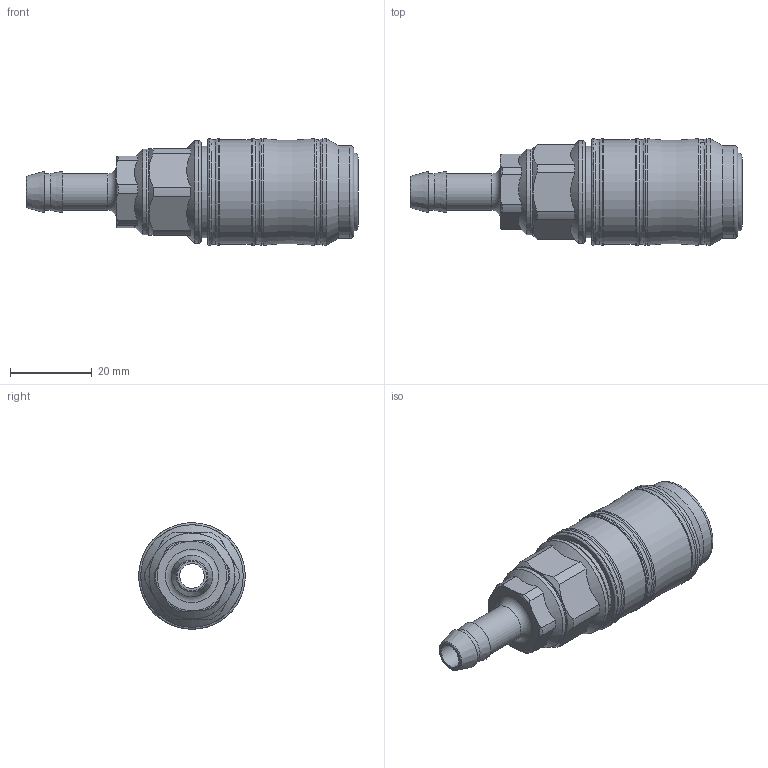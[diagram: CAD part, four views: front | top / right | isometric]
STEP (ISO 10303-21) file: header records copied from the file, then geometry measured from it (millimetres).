
FILE_DESCRIPTION(/* description */ ('VENTILKOERPER'),/* implementation_level */ '2;1');
FILE_NAME(/* name */ '48KBTF09FVX.stp',/* time_stamp */ '2017-07-14T10:22:28+02:00',/* author */ ('528268'),/* organization */ (''),/* preprocessor_version */ 'ST-DEVELOPER v16.1',/* originating_system */ 'Autodesk Inventor 2016',/* authorisation */ '');
FILE_SCHEMA (('AUTOMOTIVE_DESIGN { 1 0 10303 214 3 1 1 }'));
Length unit declared in the file: millimetre
Products named in the file (4): D104369; D104388; GT17_09FX; 48KBTF09FVX
Assembly tree (3 placements, depth 2):
  48KBTF09FVX
    D104369
    D104388
    GT17_09FX
Bounding box: 81 x 26 x 26 mm (x, y, z)
Volume: 14882 mm3; surface area: 15154.1 mm2
Topology: 3 solids, 3 shells, 205 faces, 532 edges, 344 vertices
Faces by surface type: plane 89, cylinder 50, cone 39, torus 25, bspline 2
Full cylindrical faces by diameter (mm): 6 x1, 9 x3, 10.2 x1, 10.5 x1, 12.4 x1, 13.5 x1, 14.1 x1, 14.7 x1, 14.95 x2, 18 x1, 18.4 x1, 18.7 x1, 19 x1, 21 x1, 22.4 x1, 22.6 x1, 22.7 x1, 25 x1, 25.4 x1, 26 x4
Entity records: 6248 total; most frequent: CARTESIAN_POINT 1551, DIRECTION 966, ORIENTED_EDGE 938, EDGE_CURVE 469, AXIS2_PLACEMENT_3D 407, VERTEX_POINT 337, EDGE_LOOP 286, FACE_OUTER_BOUND 205
